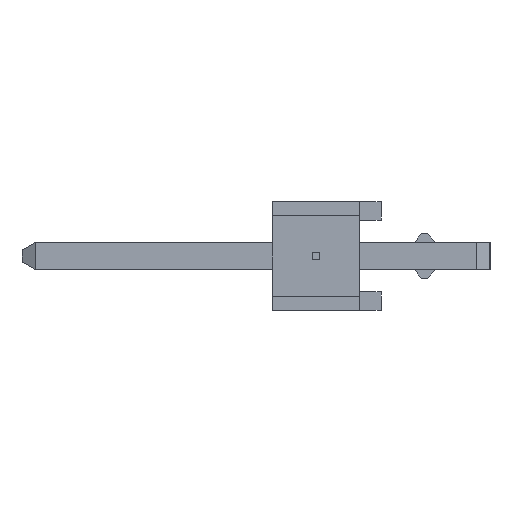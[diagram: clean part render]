
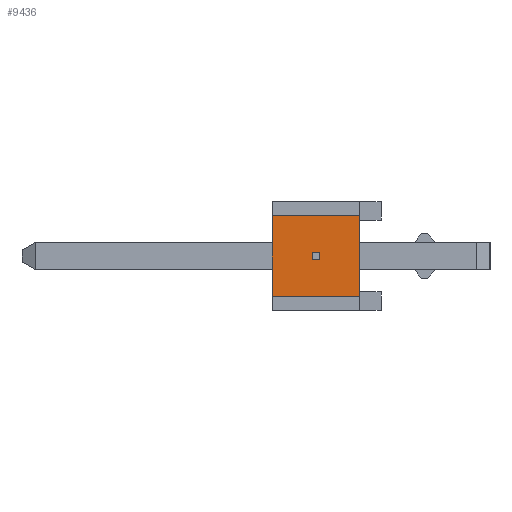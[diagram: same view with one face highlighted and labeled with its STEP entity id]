
A CAD part, left-side view. The second image highlights one B-rep face of the part: STEP entity #9436.
In plain terms, the highlighted planar face has unit normal (-1, 0, 0).
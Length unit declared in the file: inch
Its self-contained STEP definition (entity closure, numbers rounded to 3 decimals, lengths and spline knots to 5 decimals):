
#1127=ORIENTED_EDGE('',*,*,#3513,.F.);
#1128=ORIENTED_EDGE('',*,*,#3514,.F.);
#1129=ORIENTED_EDGE('',*,*,#3515,.F.);
#1130=ORIENTED_EDGE('',*,*,#3516,.F.);
#1131=ORIENTED_EDGE('',*,*,#3517,.F.);
#1132=ORIENTED_EDGE('',*,*,#3518,.F.);
#1133=ORIENTED_EDGE('',*,*,#3519,.F.);
#1134=ORIENTED_EDGE('',*,*,#3520,.F.);
#3513=EDGE_CURVE('',#4603,#4604,#5697,.T.);
#3514=EDGE_CURVE('',#4605,#4603,#5698,.T.);
#3515=EDGE_CURVE('',#4606,#4605,#5699,.T.);
#3516=EDGE_CURVE('',#4604,#4606,#5700,.T.);
#3517=EDGE_CURVE('',#4607,#4608,#5701,.T.);
#3518=EDGE_CURVE('',#4609,#4607,#5702,.T.);
#3519=EDGE_CURVE('',#4610,#4609,#5703,.T.);
#3520=EDGE_CURVE('',#4608,#4610,#5704,.T.);
#4603=VERTEX_POINT('',#14251);
#4604=VERTEX_POINT('',#14252);
#4605=VERTEX_POINT('',#14254);
#4606=VERTEX_POINT('',#14256);
#4607=VERTEX_POINT('',#14259);
#4608=VERTEX_POINT('',#14260);
#4609=VERTEX_POINT('',#14262);
#4610=VERTEX_POINT('',#14264);
#5697=LINE('',#14250,#7037);
#5698=LINE('',#14253,#7038);
#5699=LINE('',#14255,#7039);
#5700=LINE('',#14257,#7040);
#5701=LINE('',#14258,#7041);
#5702=LINE('',#14261,#7042);
#5703=LINE('',#14263,#7043);
#5704=LINE('',#14265,#7044);
#7037=VECTOR('',#11528,39.37008);
#7038=VECTOR('',#11529,39.37008);
#7039=VECTOR('',#11530,39.37008);
#7040=VECTOR('',#11531,39.37008);
#7041=VECTOR('',#11532,39.37008);
#7042=VECTOR('',#11533,39.37008);
#7043=VECTOR('',#11534,39.37008);
#7044=VECTOR('',#11535,39.37008);
#7791=EDGE_LOOP('',(#1127,#1128,#1129,#1130));
#7792=EDGE_LOOP('',(#1131,#1132,#1133,#1134));
#8353=FACE_BOUND('',#7791,.T.);
#8354=FACE_BOUND('',#7792,.T.);
#8915=PLANE('',#9983);
#9436=ADVANCED_FACE('',(#8353,#8354),#8915,.F.);
#9983=AXIS2_PLACEMENT_3D('',#14249,#11526,#11527);
#11526=DIRECTION('',(1.,0.,0.));
#11527=DIRECTION('',(0.,0.,-1.));
#11528=DIRECTION('',(0.,0.,-1.));
#11529=DIRECTION('',(0.,1.,0.));
#11530=DIRECTION('',(0.,0.,1.));
#11531=DIRECTION('',(0.,-1.,0.));
#11532=DIRECTION('',(0.,0.,-1.));
#11533=DIRECTION('',(0.,-1.,0.));
#11534=DIRECTION('',(0.,0.,1.));
#11535=DIRECTION('',(0.,1.,0.));
#14249=CARTESIAN_POINT('',(-0.492,0.,0.));
#14250=CARTESIAN_POINT('',(-0.492,0.06353,0.));
#14251=CARTESIAN_POINT('',(-0.492,0.06353,0.00339));
#14252=CARTESIAN_POINT('',(-0.492,0.06353,-0.00339));
#14253=CARTESIAN_POINT('',(-0.492,0.,0.00339));
#14254=CARTESIAN_POINT('',(-0.492,0.05647,0.00339));
#14255=CARTESIAN_POINT('',(-0.492,0.05647,0.));
#14256=CARTESIAN_POINT('',(-0.492,0.05647,-0.00339));
#14257=CARTESIAN_POINT('',(-0.492,0.,-0.00339));
#14258=CARTESIAN_POINT('',(-0.492,0.02,0.));
#14259=CARTESIAN_POINT('',(-0.492,0.02,0.037));
#14260=CARTESIAN_POINT('',(-0.492,0.02,-0.037));
#14261=CARTESIAN_POINT('',(-0.492,0.1,0.037));
#14262=CARTESIAN_POINT('',(-0.492,0.1,0.037));
#14263=CARTESIAN_POINT('',(-0.492,0.1,-0.037));
#14264=CARTESIAN_POINT('',(-0.492,0.1,-0.037));
#14265=CARTESIAN_POINT('',(-0.492,0.,-0.037));
